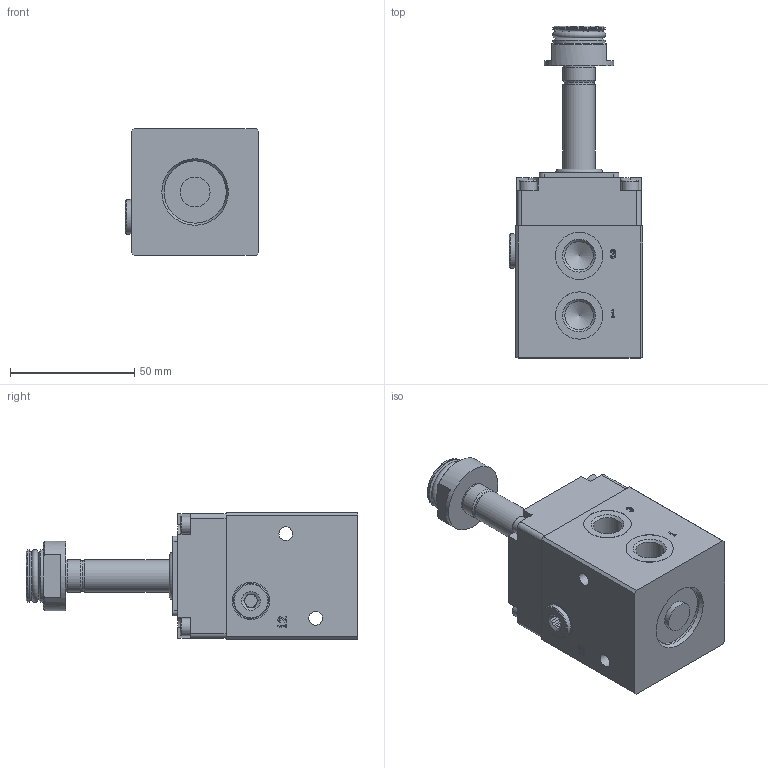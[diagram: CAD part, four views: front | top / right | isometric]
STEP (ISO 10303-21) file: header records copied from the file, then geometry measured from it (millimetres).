
FILE_DESCRIPTION(/* description */ ('STEP AP214'),/* implementation_level */ '2;1');
FILE_NAME(/* name */ '4514741_VOFC-LT-M32C-MC-G14-F19A',/* time_stamp */ '2024-09-17T01:29:15+02:00',/* author */ ('License CC BY-ND 4.0'),/* organization */ ('CADENAS'),/* preprocessor_version */ 'ST-DEVELOPER v19.3',/* originating_system */ 'PARTsolutions',/* authorisation */ ' ');
FILE_SCHEMA (('AUTOMOTIVE_DESIGN {1 0 10303 214 3 1 1}'));
Length unit declared in the file: millimetre
Products named in the file (4): 4514741 VOFC-LT-M32C-MC-G14-F19A; 2868687 VOFC-L-T-M32C-MC-G14-F19A----(d); 2868687 VOFC-LT-M32C-MC-G14-F19A-----(part); 8085673 NPQR-BK-G18---(high)
Assembly tree (3 placements, depth 2):
  4514741 VOFC-LT-M32C-MC-G14-F19A
    2868687 VOFC-L-T-M32C-MC-G14-F19A----(d)
    2868687 VOFC-LT-M32C-MC-G14-F19A-----(part)
    8085673 NPQR-BK-G18---(high)
Bounding box: 53.5 x 133.35 x 51 mm (x, y, z)
Volume: 191466 mm3; surface area: 29348.6 mm2
Topology: 2 solids, 2 shells, 286 faces, 711 edges, 467 vertices
Faces by surface type: plane 156, cylinder 101, cone 20, torus 9
Full cylindrical faces by diameter (mm): 5.1 x1, 5.5 x2, 7 x4, 8 x1, 8.38 x4, 8.566 x1, 9.728 x1, 11.445 x3, 12 x1, 12.06 x1, 13 x2, 13.157 x1, 14 x1, 15 x1, 19 x2, 19.2 x1, 21 x2, 25 x1, 28 x1
Entity records: 10260 total; most frequent: DIRECTION 1445, CARTESIAN_POINT 1440, ORIENTED_EDGE 1284, EDGE_CURVE 642, AXIS2_PLACEMENT_3D 529, VERTEX_POINT 459, FACE_BOUND 389, LINE 387
